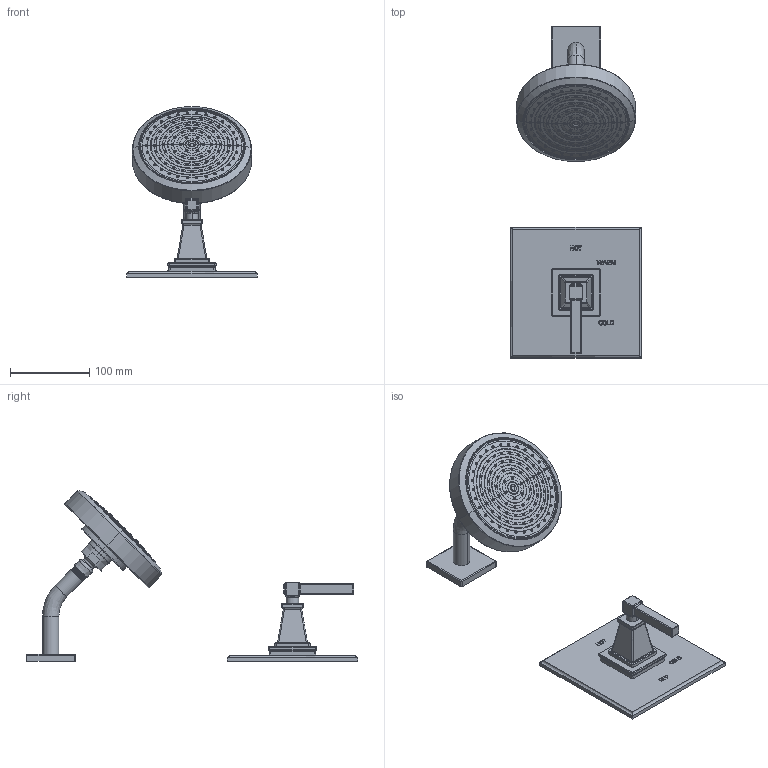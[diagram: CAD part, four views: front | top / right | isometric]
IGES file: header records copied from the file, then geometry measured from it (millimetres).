
Start section:  PTC IGES file: 3-3144bp.igs
Global section: file name: 3-3144bp.igs; native system: Creo Parametric by PTC Inc.; preprocessor: 2018400; author: jinson.thomas; organization: Unknown; date: 20210601.155121; units: inch
Bounding box: 165.1 x 418.46 x 215.51 mm (x, y, z)
Volume: 958734.8 mm3; surface area: 147755.6 mm2
Topology: 2 solids, 2 shells, 1315 faces, 3353 edges, 2194 vertices
Faces by surface type: revolution 890, bspline 345, extrusion 80
